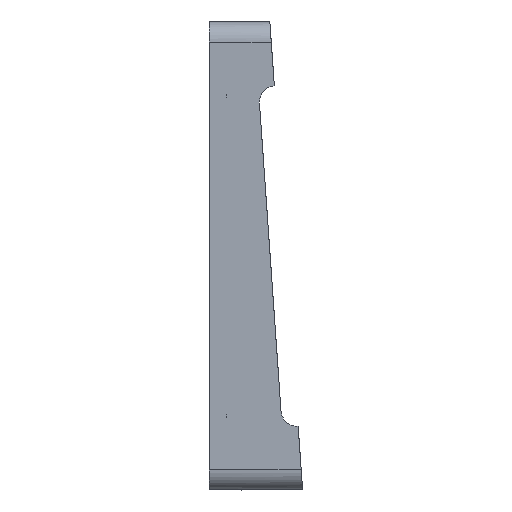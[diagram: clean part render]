
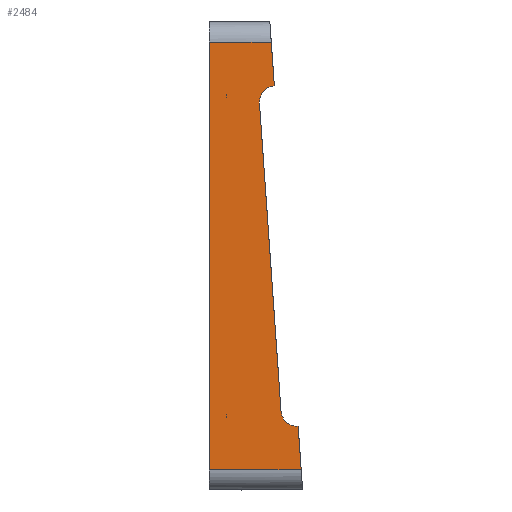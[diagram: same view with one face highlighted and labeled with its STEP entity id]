
A CAD part, left-side view. The second image highlights one B-rep face of the part: STEP entity #2484.
In plain terms, the highlighted planar face has unit normal (-1, 0, 0).
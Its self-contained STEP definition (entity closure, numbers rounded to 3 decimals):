
#185 = CARTESIAN_POINT ( 'NONE',  ( -41.288, -17.056, -91.369 ) ) ;
#614 = VECTOR ( 'NONE', #11261, 1000. ) ;
#678 = VERTEX_POINT ( 'NONE', #4465 ) ;
#685 = DIRECTION ( 'NONE',  ( 0., 0., 1. ) ) ;
#756 = VERTEX_POINT ( 'NONE', #8890 ) ;
#906 = VERTEX_POINT ( 'NONE', #9226 ) ;
#948 = EDGE_CURVE ( 'NONE', #756, #678, #7699, .T. ) ;
#1167 = VERTEX_POINT ( 'NONE', #5701 ) ;
#1552 = DIRECTION ( 'NONE',  ( 0., -0.07, -0.998 ) ) ;
#1662 = CARTESIAN_POINT ( 'NONE',  ( -41.288, -12.787, -87.658 ) ) ;
#1670 = EDGE_CURVE ( 'NONE', #10645, #1771, #10915, .T. ) ;
#1771 = VERTEX_POINT ( 'NONE', #185 ) ;
#1812 = CARTESIAN_POINT ( 'NONE',  ( -41.288, -10., -102.33 ) ) ;
#2227 = AXIS2_PLACEMENT_3D ( 'NONE', #6559, #8483, #685 ) ;
#2361 = CARTESIAN_POINT ( 'NONE',  ( -41.288, -16.777, -87.379 ) ) ;
#2484 = ADVANCED_FACE ( 'NONE', ( #10243 ), #5022, .T. ) ;
#2491 = EDGE_CURVE ( 'NONE', #5514, #10645, #6896, .T. ) ;
#2514 = LINE ( 'NONE', #4231, #2599 ) ;
#2599 = VECTOR ( 'NONE', #7698, 1000. ) ;
#2803 = VECTOR ( 'NONE', #5084, 1000. ) ;
#2860 = VERTEX_POINT ( 'NONE', #3359 ) ;
#2979 = EDGE_CURVE ( 'NONE', #756, #1167, #10399, .T. ) ;
#3253 = ORIENTED_EDGE ( 'NONE', *, *, #1670, .F. ) ;
#3359 = CARTESIAN_POINT ( 'NONE',  ( -41.288, -10.35, 4.54 ) ) ;
#3942 = CARTESIAN_POINT ( 'NONE',  ( -41.288, -12.787, -87.658 ) ) ;
#4093 = CARTESIAN_POINT ( 'NONE',  ( -41.288, -11.395, -10.411 ) ) ;
#4118 = CARTESIAN_POINT ( 'NONE',  ( -41.288, 5.1, -107.33 ) ) ;
#4183 = DIRECTION ( 'NONE',  ( 0., -0.07, -0.998 ) ) ;
#4194 = ORIENTED_EDGE ( 'NONE', *, *, #948, .F. ) ;
#4195 = ORIENTED_EDGE ( 'NONE', *, *, #2979, .T. ) ;
#4231 = CARTESIAN_POINT ( 'NONE',  ( -41.288, -10., 4.54 ) ) ;
#4390 = ORIENTED_EDGE ( 'NONE', *, *, #7977, .F. ) ;
#4421 = CIRCLE ( 'NONE', #5329, 4. ) ;
#4465 = CARTESIAN_POINT ( 'NONE',  ( -41.288, 5.1, 4.54 ) ) ;
#4765 = EDGE_CURVE ( 'NONE', #1771, #1167, #7764, .T. ) ;
#5022 = PLANE ( 'NONE',  #2227 ) ;
#5063 = ORIENTED_EDGE ( 'NONE', *, *, #2491, .F. ) ;
#5084 = DIRECTION ( 'NONE',  ( 0., 0., 1. ) ) ;
#5213 = CARTESIAN_POINT ( 'NONE',  ( -41.288, -12.099, -20.474 ) ) ;
#5290 = DIRECTION ( 'NONE',  ( 0., -1., 0. ) ) ;
#5325 = VECTOR ( 'NONE', #5290, 1000. ) ;
#5329 = AXIS2_PLACEMENT_3D ( 'NONE', #4093, #8574, #7673 ) ;
#5514 = VERTEX_POINT ( 'NONE', #8169 ) ;
#5701 = CARTESIAN_POINT ( 'NONE',  ( -41.288, -17.823, -102.33 ) ) ;
#5794 = ORIENTED_EDGE ( 'NONE', *, *, #4765, .F. ) ;
#5890 = DIRECTION ( 'NONE',  ( 0., 0., 1. ) ) ;
#6103 = CARTESIAN_POINT ( 'NONE',  ( -41.288, -12.099, -20.474 ) ) ;
#6559 = CARTESIAN_POINT ( 'NONE',  ( -41.288, -10., -107.33 ) ) ;
#6798 = EDGE_LOOP ( 'NONE', ( #3253, #5063, #4390, #6817, #10091, #4194, #4195, #5794 ) ) ;
#6817 = ORIENTED_EDGE ( 'NONE', *, *, #9767, .F. ) ;
#6896 = LINE ( 'NONE', #1662, #614 ) ;
#7623 = VECTOR ( 'NONE', #4183, 1000. ) ;
#7673 = DIRECTION ( 'NONE',  ( 0., 0., -1. ) ) ;
#7698 = DIRECTION ( 'NONE',  ( 0., 1., 0. ) ) ;
#7699 = LINE ( 'NONE', #4118, #2803 ) ;
#7764 = LINE ( 'NONE', #5213, #7623 ) ;
#7786 = EDGE_CURVE ( 'NONE', #2860, #678, #2514, .T. ) ;
#7977 = EDGE_CURVE ( 'NONE', #906, #5514, #4421, .T. ) ;
#8169 = CARTESIAN_POINT ( 'NONE',  ( -41.288, -7.405, -10.69 ) ) ;
#8483 = DIRECTION ( 'NONE',  ( -1., 0., 0. ) ) ;
#8574 = DIRECTION ( 'NONE',  ( -1., 0., 0. ) ) ;
#8890 = CARTESIAN_POINT ( 'NONE',  ( -41.288, 5.1, -102.33 ) ) ;
#8912 = VECTOR ( 'NONE', #1552, 1000. ) ;
#9107 = AXIS2_PLACEMENT_3D ( 'NONE', #2361, #9300, #5890 ) ;
#9226 = CARTESIAN_POINT ( 'NONE',  ( -41.288, -11.116, -6.421 ) ) ;
#9300 = DIRECTION ( 'NONE',  ( -1., 0., 0. ) ) ;
#9767 = EDGE_CURVE ( 'NONE', #2860, #906, #11213, .T. ) ;
#10091 = ORIENTED_EDGE ( 'NONE', *, *, #7786, .T. ) ;
#10243 = FACE_OUTER_BOUND ( 'NONE', #6798, .T. ) ;
#10399 = LINE ( 'NONE', #1812, #5325 ) ;
#10645 = VERTEX_POINT ( 'NONE', #3942 ) ;
#10915 = CIRCLE ( 'NONE', #9107, 4. ) ;
#11213 = LINE ( 'NONE', #6103, #8912 ) ;
#11261 = DIRECTION ( 'NONE',  ( 0., -0.07, -0.998 ) ) ;
